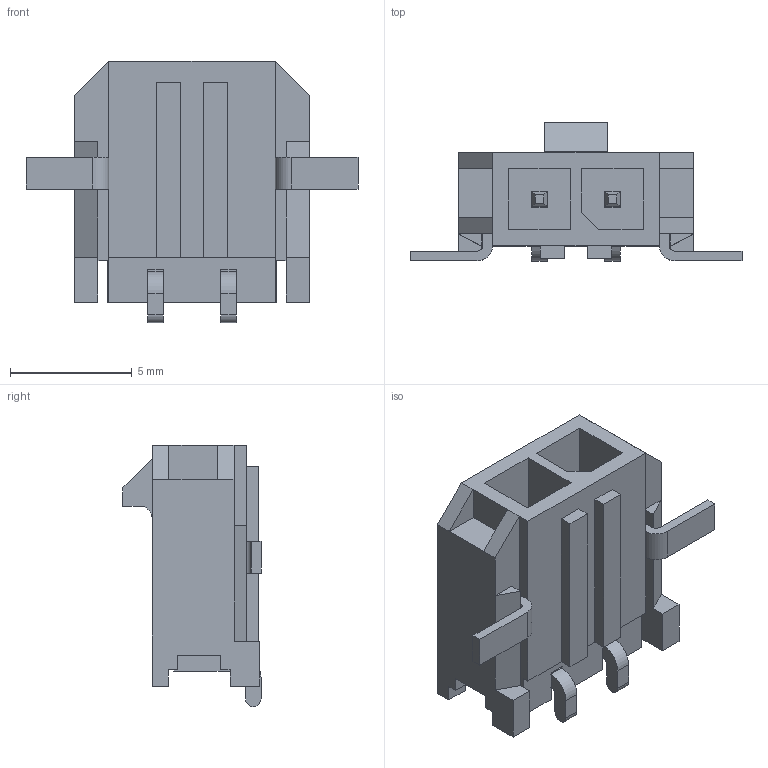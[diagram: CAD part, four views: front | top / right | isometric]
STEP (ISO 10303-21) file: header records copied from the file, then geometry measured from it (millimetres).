
FILE_DESCRIPTION((''),'2;1');
FILE_NAME('436500212','2015-11-16T',('gga'),(''),'PRO/ENGINEER BY PARAMETRIC TECHNOLOGY CORPORATION, 2011490','PRO/ENGINEER BY PARAMETRIC TECHNOLOGY CORPORATION, 2011490','');
FILE_SCHEMA(('CONFIG_CONTROL_DESIGN'));
Length unit declared in the file: millimetre
Products named in the file (1): 436500212
Bounding box: 13.65 x 5.67 x 10.74 mm (x, y, z)
Volume: 256.3 mm3; surface area: 610 mm2
Topology: 2 solids, 2 shells, 192 faces, 545 edges, 354 vertices
Faces by surface type: plane 181, cylinder 11
Entity records: 6112 total; most frequent: CARTESIAN_POINT 1076, ORIENTED_EDGE 1058, DIRECTION 961, EDGE_CURVE 529, VECTOR 515, LINE 515, VERTEX_POINT 338, AXIS2_PLACEMENT_3D 223
